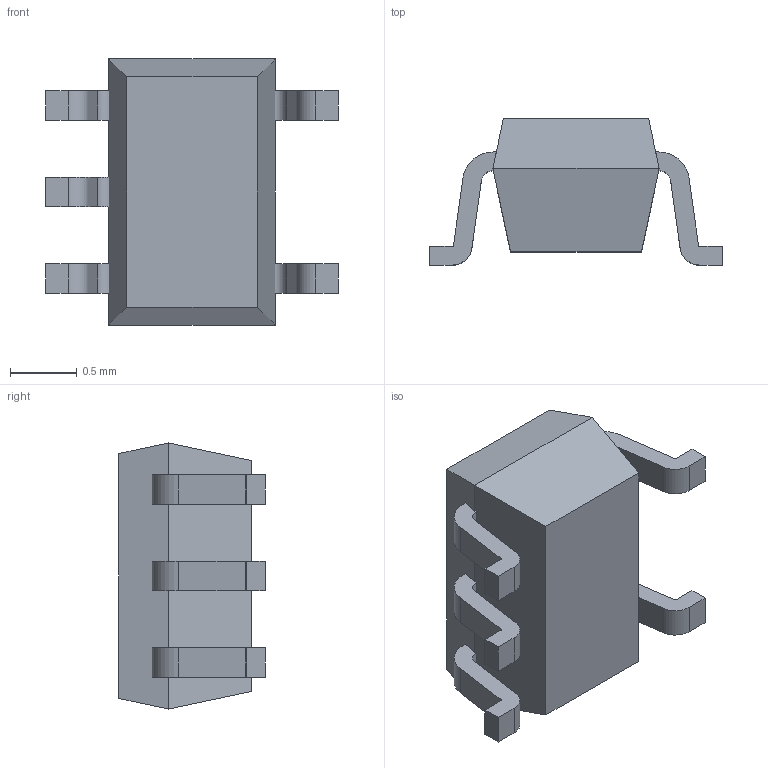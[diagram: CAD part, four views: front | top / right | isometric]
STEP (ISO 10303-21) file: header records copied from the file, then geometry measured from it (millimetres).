
FILE_DESCRIPTION (( 'STEP AP214' ), '1' );
FILE_NAME ('21-0076&&5.STEP', '2024-04-18T04:33:13', ( '' ), ( '' ), 'SwSTEP 2.0', 'SolidWorks 2021', '' );
FILE_SCHEMA (( 'AUTOMOTIVE_DESIGN' ));
Length unit declared in the file: millimetre
Products named in the file (1): 21-0076&&5
Bounding box: 2.2 x 1.1 x 2 mm (x, y, z)
Volume: 2.3 mm3; surface area: 14.2 mm2
Topology: 7 solids, 7 shells, 87 faces, 212 edges, 140 vertices
Faces by surface type: plane 63, cylinder 24
Entity records: 2630 total; most frequent: CARTESIAN_POINT 440, DIRECTION 436, ORIENTED_EDGE 424, EDGE_CURVE 212, LINE 164, VECTOR 164, VERTEX_POINT 140, AXIS2_PLACEMENT_3D 136
